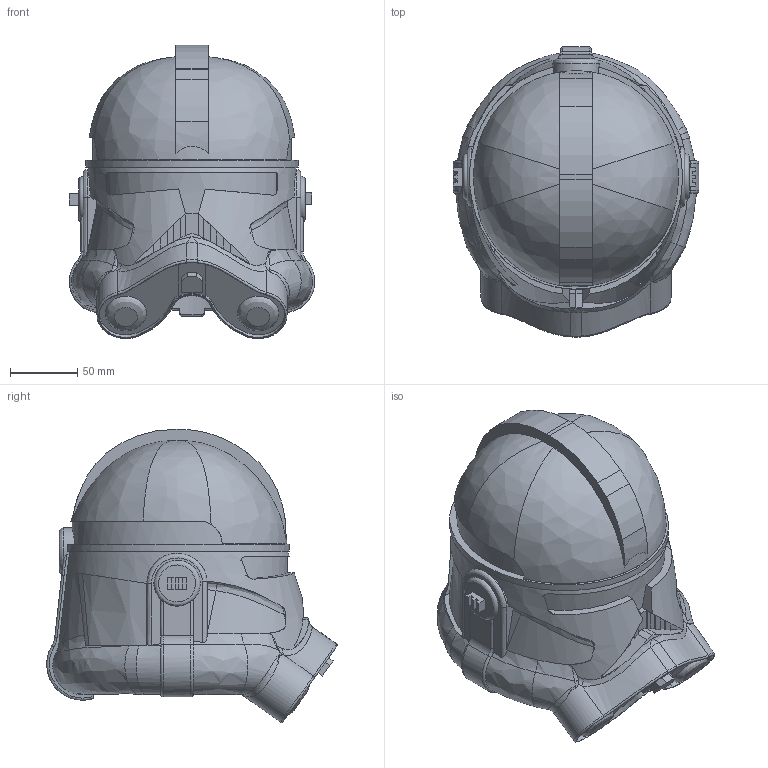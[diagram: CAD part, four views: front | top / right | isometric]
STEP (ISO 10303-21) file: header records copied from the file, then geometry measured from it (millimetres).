
FILE_DESCRIPTION(/* description */ ('STEP AP242','CAx-IF Rec.Pracs.---Representation and Presentation of Product Manufacturing Information (PMI)---4.0---2014-10-13','CAx-IF Rec.Pracs.---3D Tessellated Geometry---0.4---2014-09-14','2;1'),/* implementation_level */ '2;1');
FILE_NAME(/* name */ '6675845fccfebf7622de1748',/* time_stamp */ '2024-06-21T13:47:11Z',/* author */ (''),/* organization */ (''),/* preprocessor_version */ 'ST-DEVELOPER v20',/* originating_system */ ' ',/* authorisation */ ' ');
FILE_SCHEMA (('AP242_MANAGED_MODEL_BASED_3D_ENGINEERING_MIM_LF { 1 0 10303 442 1 1 4 }'));
Length unit declared in the file: metre
Products named in the file (1): p2 clone helm
Bounding box: 181.91 x 215.35 x 217.29 mm (x, y, z)
Volume: 1814418.9 mm3; surface area: 206956.6 mm2
Topology: 1 solids, 1 shells, 293 faces, 810 edges, 517 vertices
Faces by surface type: plane 147, bspline 117, cylinder 28, cone 1
Full cylindrical faces by diameter (mm): 125.501 x1
Entity records: 17161 total; most frequent: CARTESIAN_POINT 10310, ORIENTED_EDGE 1576, EDGE_CURVE 788, DIRECTION 771, VERTEX_POINT 511, B_SPLINE_CURVE_WITH_KNOTS 415, LINE 317, VECTOR 317
